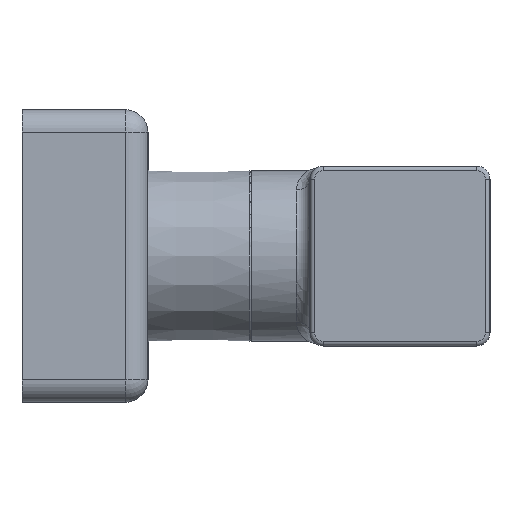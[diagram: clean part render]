
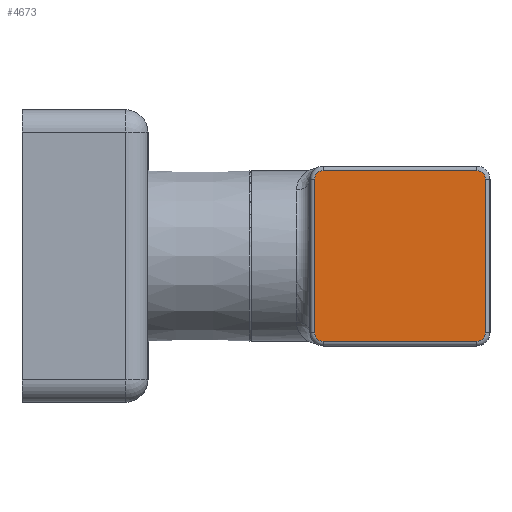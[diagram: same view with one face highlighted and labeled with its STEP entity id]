
A CAD part, left-side view. The second image highlights one B-rep face of the part: STEP entity #4673.
In plain terms, the highlighted planar face has unit normal (-1, 0, 0).
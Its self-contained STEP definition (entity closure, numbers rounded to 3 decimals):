
#241=FACE_OUTER_BOUND('',#523,.T.);
#523=EDGE_LOOP('',(#3267,#3268,#3269,#3270,#3271,#3272,#3273,#3274));
#819=CIRCLE('',#5062,2.);
#822=CIRCLE('',#5066,2.);
#823=CIRCLE('',#5067,2.);
#824=CIRCLE('',#5068,2.);
#1067=LINE('',#7219,#1528);
#1068=LINE('',#7221,#1529);
#1069=LINE('',#7225,#1530);
#1070=LINE('',#7228,#1531);
#1528=VECTOR('',#5740,34.);
#1529=VECTOR('',#5741,34.);
#1530=VECTOR('',#5744,34.);
#1531=VECTOR('',#5747,34.);
#1999=VERTEX_POINT('',#7210);
#2000=VERTEX_POINT('',#7211);
#2001=VERTEX_POINT('',#7216);
#2002=VERTEX_POINT('',#7217);
#2003=VERTEX_POINT('',#7220);
#2004=VERTEX_POINT('',#7222);
#2005=VERTEX_POINT('',#7224);
#2006=VERTEX_POINT('',#7226);
#2475=EDGE_CURVE('',#1999,#2000,#819,.T.);
#2478=EDGE_CURVE('',#2001,#2002,#822,.T.);
#2479=EDGE_CURVE('',#2002,#1999,#1067,.T.);
#2480=EDGE_CURVE('',#2000,#2003,#1068,.T.);
#2481=EDGE_CURVE('',#2003,#2004,#823,.T.);
#2482=EDGE_CURVE('',#2004,#2005,#1069,.T.);
#2483=EDGE_CURVE('',#2005,#2006,#824,.T.);
#2484=EDGE_CURVE('',#2006,#2001,#1070,.T.);
#3267=ORIENTED_EDGE('',*,*,#2478,.T.);
#3268=ORIENTED_EDGE('',*,*,#2479,.T.);
#3269=ORIENTED_EDGE('',*,*,#2475,.T.);
#3270=ORIENTED_EDGE('',*,*,#2480,.T.);
#3271=ORIENTED_EDGE('',*,*,#2481,.T.);
#3272=ORIENTED_EDGE('',*,*,#2482,.T.);
#3273=ORIENTED_EDGE('',*,*,#2483,.T.);
#3274=ORIENTED_EDGE('',*,*,#2484,.T.);
#4478=PLANE('',#5065);
#4673=ADVANCED_FACE('',(#241),#4478,.T.);
#5062=AXIS2_PLACEMENT_3D('',#7212,#5730,#5731);
#5065=AXIS2_PLACEMENT_3D('',#7215,#5736,#5737);
#5066=AXIS2_PLACEMENT_3D('',#7218,#5738,#5739);
#5067=AXIS2_PLACEMENT_3D('',#7223,#5742,#5743);
#5068=AXIS2_PLACEMENT_3D('',#7227,#5745,#5746);
#5730=DIRECTION('center_axis',(-1.,0.,0.));
#5731=DIRECTION('ref_axis',(0.,1.,0.));
#5736=DIRECTION('center_axis',(-1.,0.,0.));
#5737=DIRECTION('ref_axis',(0.,-1.,0.));
#5738=DIRECTION('center_axis',(-1.,0.,0.));
#5739=DIRECTION('ref_axis',(0.,0.,1.));
#5740=DIRECTION('',(0.,0.,-1.));
#5741=DIRECTION('',(0.,-1.,0.));
#5742=DIRECTION('center_axis',(-1.,0.,0.));
#5743=DIRECTION('ref_axis',(0.,0.,-1.));
#5744=DIRECTION('',(0.,0.,1.));
#5745=DIRECTION('center_axis',(-1.,0.,0.));
#5746=DIRECTION('ref_axis',(0.,-1.,0.));
#5747=DIRECTION('',(0.,1.,0.));
#7210=CARTESIAN_POINT('',(-158.6,-65.,21.));
#7211=CARTESIAN_POINT('',(-158.6,-67.,19.));
#7212=CARTESIAN_POINT('Origin',(-158.6,-67.,21.));
#7215=CARTESIAN_POINT('Origin',(-158.6,-84.,38.));
#7216=CARTESIAN_POINT('',(-158.6,-67.,57.));
#7217=CARTESIAN_POINT('',(-158.6,-65.,55.));
#7218=CARTESIAN_POINT('Origin',(-158.6,-67.,55.));
#7219=CARTESIAN_POINT('',(-158.6,-65.,55.));
#7220=CARTESIAN_POINT('',(-158.6,-101.,19.));
#7221=CARTESIAN_POINT('',(-158.6,-67.,19.));
#7222=CARTESIAN_POINT('',(-158.6,-103.,21.));
#7223=CARTESIAN_POINT('Origin',(-158.6,-101.,21.));
#7224=CARTESIAN_POINT('',(-158.6,-103.,55.));
#7225=CARTESIAN_POINT('',(-158.6,-103.,21.));
#7226=CARTESIAN_POINT('',(-158.6,-101.,57.));
#7227=CARTESIAN_POINT('Origin',(-158.6,-101.,55.));
#7228=CARTESIAN_POINT('',(-158.6,-101.,57.));
